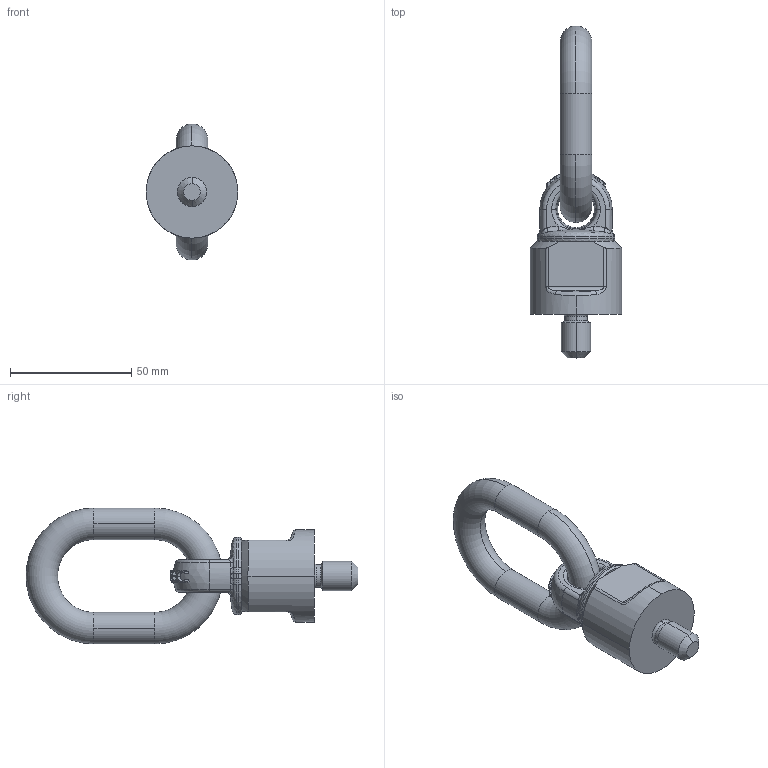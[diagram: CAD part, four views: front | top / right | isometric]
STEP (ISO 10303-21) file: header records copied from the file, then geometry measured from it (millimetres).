
FILE_DESCRIPTION(('STEP AP214'),'1');
FILE_NAME('c8000051218.stp','2018-01-22T13:26:38',('TraceParts'),('TraceParts S.A.'),'Spatial InterOp 3D',' ',' ');
FILE_SCHEMA(('automotive_design'));
Length unit declared in the file: millimetre
Products named in the file (3): c8000051218_1; c8000051218_2; c8000051218_3
Bounding box: 37.84 x 136.79 x 56 mm (x, y, z)
Volume: 65688.6 mm3; surface area: 17468.8 mm2
Topology: 3 solids, 3 shells, 224 faces, 579 edges, 366 vertices
Faces by surface type: bspline 71, plane 68, cylinder 34, torus 30, sphere 11, cone 10
Entity records: 12020 total; most frequent: CARTESIAN_POINT 5029, ORIENTED_EDGE 1158, DIRECTION 993, EDGE_CURVE 579, AXIS2_PLACEMENT_3D 421, VERTEX_POINT 366, CIRCLE 252, EDGE_LOOP 233
